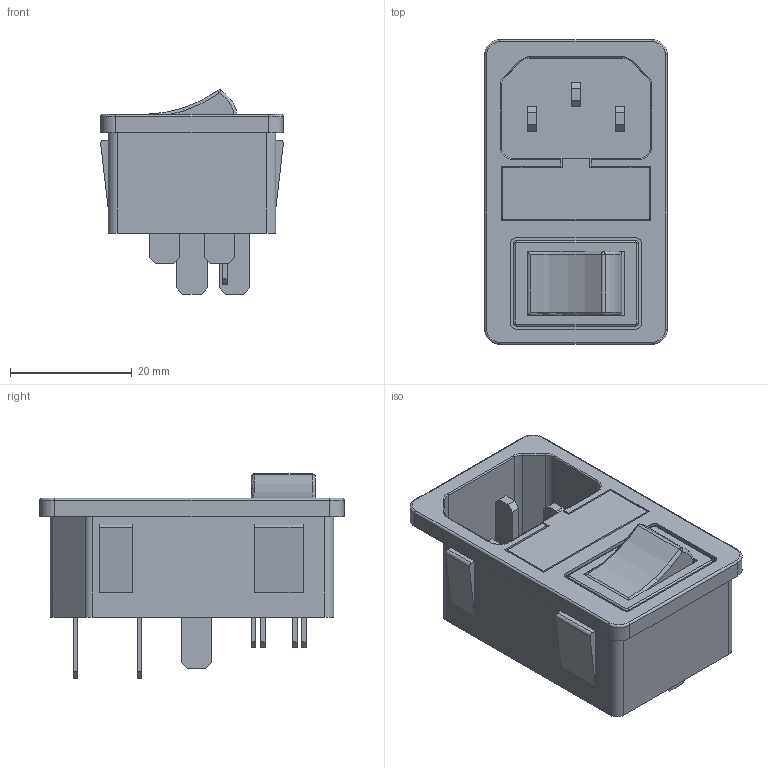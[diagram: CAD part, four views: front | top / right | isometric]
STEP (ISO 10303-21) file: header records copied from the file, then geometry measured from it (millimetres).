
FILE_DESCRIPTION(/* description */ (''),/* implementation_level */ '2;1');
FILE_NAME(/* name */ 'PP4003 - IEC Fuse Chassis Male Power Plug with Switch.step',/* time_stamp */ '2019-09-27T09:03:06+10:00',/* author */ (''),/* organization */ (''),/* preprocessor_version */ 'ST-DEVELOPER v18',/* originating_system */ 'Autodesk Translation Framework v8.6.0.1094',/* authorisation */ '');
FILE_SCHEMA (('AUTOMOTIVE_DESIGN { 1 0 10303 214 3 1 1 }'));
Length unit declared in the file: millimetre
Products named in the file (1): PP4003 - IEC Fuse Chassis Male Power Plug with Switch
Bounding box: 30 x 50 x 33.5 mm (x, y, z)
Volume: 19088.3 mm3; surface area: 8974 mm2
Topology: 12 solids, 12 shells, 218 faces, 521 edges, 336 vertices
Faces by surface type: plane 151, cylinder 47, torus 14, bspline 4, sphere 2
Entity records: 6325 total; most frequent: CARTESIAN_POINT 1134, DIRECTION 1067, ORIENTED_EDGE 1042, EDGE_CURVE 521, LINE 401, VECTOR 401, VERTEX_POINT 336, AXIS2_PLACEMENT_3D 333
